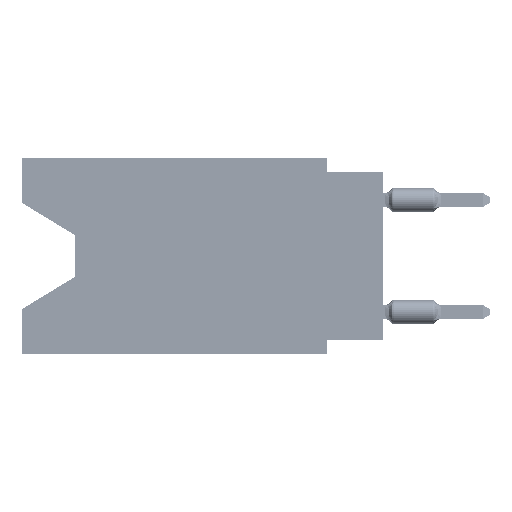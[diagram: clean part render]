
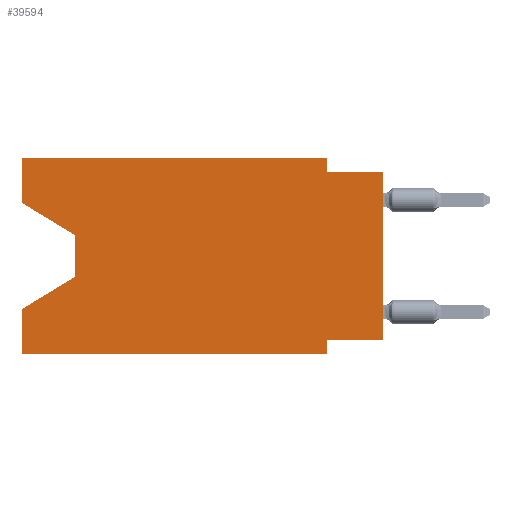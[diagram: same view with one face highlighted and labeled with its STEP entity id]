
A CAD part, left-side view. The second image highlights one B-rep face of the part: STEP entity #39594.
In plain terms, the highlighted planar face has unit normal (-1, 0, 0).
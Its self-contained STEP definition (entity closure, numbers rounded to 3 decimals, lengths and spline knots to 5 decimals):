
#166 = ORIENTED_EDGE ( 'NONE', *, *, #15627, .F. ) ;
#1201 = VERTEX_POINT ( 'NONE', #29031 ) ;
#3746 = LINE ( 'NONE', #45014, #20518 ) ;
#4458 = CARTESIAN_POINT ( 'NONE',  ( 0., 0., 0. ) ) ;
#5605 = ORIENTED_EDGE ( 'NONE', *, *, #53804, .F. ) ;
#9858 = LINE ( 'NONE', #10749, #88768 ) ;
#10244 = EDGE_CURVE ( 'NONE', #15501, #75763, #64580, .T. ) ;
#10749 = CARTESIAN_POINT ( 'NONE',  ( 0., 0.645, 0. ) ) ;
#11230 = VERTEX_POINT ( 'NONE', #44856 ) ;
#12972 = CARTESIAN_POINT ( 'NONE',  ( 0., 0.645, 0. ) ) ;
#13610 = EDGE_CURVE ( 'NONE', #75763, #81774, #53070, .T. ) ;
#15024 = ORIENTED_EDGE ( 'NONE', *, *, #33457, .F. ) ;
#15039 = CARTESIAN_POINT ( 'NONE',  ( 0., 0.645, -0.35 ) ) ;
#15346 = CARTESIAN_POINT ( 'NONE',  ( 0., 0.55, -0.138 ) ) ;
#15501 = VERTEX_POINT ( 'NONE', #50656 ) ;
#15627 = EDGE_CURVE ( 'NONE', #18947, #56880, #9858, .T. ) ;
#16039 = CARTESIAN_POINT ( 'NONE',  ( 0., 0.1, -0.325 ) ) ;
#16685 = CARTESIAN_POINT ( 'NONE',  ( 0., 0.645, -0.08025 ) ) ;
#18947 = VERTEX_POINT ( 'NONE', #48372 ) ;
#19064 = ORIENTED_EDGE ( 'NONE', *, *, #84453, .F. ) ;
#20518 = VECTOR ( 'NONE', #38652, 39.37008 ) ;
#24143 = VECTOR ( 'NONE', #79409, 39.37008 ) ;
#24519 = FACE_OUTER_BOUND ( 'NONE', #46042, .T. ) ;
#25315 = DIRECTION ( 'NONE',  ( 0., 0., 1. ) ) ;
#28435 = LINE ( 'NONE', #83744, #61471 ) ;
#29031 = CARTESIAN_POINT ( 'NONE',  ( 0., 0.55, -0.138 ) ) ;
#31299 = CARTESIAN_POINT ( 'NONE',  ( 0., 0.55, -0.212 ) ) ;
#31784 = CARTESIAN_POINT ( 'NONE',  ( 0., 0.645, 0. ) ) ;
#31842 = CARTESIAN_POINT ( 'NONE',  ( 0., 0.1, 0. ) ) ;
#32946 = VERTEX_POINT ( 'NONE', #84196 ) ;
#33457 = EDGE_CURVE ( 'NONE', #32946, #11230, #87580, .T. ) ;
#34151 = EDGE_CURVE ( 'NONE', #48001, #61344, #79115, .T. ) ;
#35569 = CARTESIAN_POINT ( 'NONE',  ( 0., 0.645, -0.35 ) ) ;
#37868 = DIRECTION ( 'NONE',  ( 0., 0., 1. ) ) ;
#38652 = DIRECTION ( 'NONE',  ( 0., -1., 0. ) ) ;
#39594 = ADVANCED_FACE ( 'NONE', ( #24519 ), #79834, .F. ) ;
#41572 = EDGE_CURVE ( 'NONE', #15501, #75612, #67003, .T. ) ;
#41622 = AXIS2_PLACEMENT_3D ( 'NONE', #31784, #59861, #86193 ) ;
#42812 = LINE ( 'NONE', #35569, #61269 ) ;
#44104 = CARTESIAN_POINT ( 'NONE',  ( 0., 0.1, -0.35 ) ) ;
#44856 = CARTESIAN_POINT ( 'NONE',  ( 0., 0.1, -0.025 ) ) ;
#45014 = CARTESIAN_POINT ( 'NONE',  ( 0., 0.645, 0. ) ) ;
#45521 = VECTOR ( 'NONE', #85898, 39.37008 ) ;
#46042 = EDGE_LOOP ( 'NONE', ( #63901, #48744, #86537, #80412, #46725, #76254, #47804, #78707, #19064, #15024, #5605, #166 ) ) ;
#46725 = ORIENTED_EDGE ( 'NONE', *, *, #47717, .T. ) ;
#47717 = EDGE_CURVE ( 'NONE', #48001, #81774, #42812, .T. ) ;
#47804 = ORIENTED_EDGE ( 'NONE', *, *, #10244, .F. ) ;
#48001 = VERTEX_POINT ( 'NONE', #15039 ) ;
#48372 = CARTESIAN_POINT ( 'NONE',  ( 0., 0.645, -0.08025 ) ) ;
#48744 = ORIENTED_EDGE ( 'NONE', *, *, #75374, .T. ) ;
#49519 = CARTESIAN_POINT ( 'NONE',  ( 0., 0., -0.025 ) ) ;
#50656 = CARTESIAN_POINT ( 'NONE',  ( 0., 0., -0.325 ) ) ;
#53070 = LINE ( 'NONE', #80749, #24143 ) ;
#53804 = EDGE_CURVE ( 'NONE', #56880, #32946, #3746, .T. ) ;
#54564 = EDGE_CURVE ( 'NONE', #18947, #1201, #56144, .T. ) ;
#55739 = LINE ( 'NONE', #15346, #74431 ) ;
#56144 = LINE ( 'NONE', #16685, #85778 ) ;
#56593 = DIRECTION ( 'NONE',  ( 0., -0.855, -0.519 ) ) ;
#56880 = VERTEX_POINT ( 'NONE', #12972 ) ;
#57520 = DIRECTION ( 'NONE',  ( 0., 0., -1. ) ) ;
#58674 = CARTESIAN_POINT ( 'NONE',  ( 0., 0., -0.325 ) ) ;
#59861 = DIRECTION ( 'NONE',  ( 1., 0., 0. ) ) ;
#60058 = CARTESIAN_POINT ( 'NONE',  ( 0., 0.645, -0.26975 ) ) ;
#61269 = VECTOR ( 'NONE', #70443, 39.37008 ) ;
#61344 = VERTEX_POINT ( 'NONE', #60058 ) ;
#61471 = VECTOR ( 'NONE', #75604, 39.37008 ) ;
#63558 = LINE ( 'NONE', #49519, #82849 ) ;
#63901 = ORIENTED_EDGE ( 'NONE', *, *, #54564, .T. ) ;
#64580 = LINE ( 'NONE', #58674, #45521 ) ;
#65379 = DIRECTION ( 'NONE',  ( 0., -1., 0. ) ) ;
#67003 = LINE ( 'NONE', #4458, #78104 ) ;
#69996 = VERTEX_POINT ( 'NONE', #31299 ) ;
#70443 = DIRECTION ( 'NONE',  ( 0., -1., 0. ) ) ;
#72756 = CARTESIAN_POINT ( 'NONE',  ( 0., 0.645, 0. ) ) ;
#74431 = VECTOR ( 'NONE', #57520, 39.37008 ) ;
#74859 = VECTOR ( 'NONE', #80335, 39.37008 ) ;
#75374 = EDGE_CURVE ( 'NONE', #1201, #69996, #55739, .T. ) ;
#75604 = DIRECTION ( 'NONE',  ( 0., 0.855, -0.519 ) ) ;
#75612 = VERTEX_POINT ( 'NONE', #76823 ) ;
#75763 = VERTEX_POINT ( 'NONE', #16039 ) ;
#76254 = ORIENTED_EDGE ( 'NONE', *, *, #13610, .F. ) ;
#76823 = CARTESIAN_POINT ( 'NONE',  ( 0., 0., -0.025 ) ) ;
#78104 = VECTOR ( 'NONE', #25315, 39.37008 ) ;
#78707 = ORIENTED_EDGE ( 'NONE', *, *, #41572, .T. ) ;
#79115 = LINE ( 'NONE', #72756, #86518 ) ;
#79409 = DIRECTION ( 'NONE',  ( 0., 0., -1. ) ) ;
#79834 = PLANE ( 'NONE',  #41622 ) ;
#80335 = DIRECTION ( 'NONE',  ( 0., 0., -1. ) ) ;
#80412 = ORIENTED_EDGE ( 'NONE', *, *, #34151, .F. ) ;
#80749 = CARTESIAN_POINT ( 'NONE',  ( 0., 0.1, -0.35 ) ) ;
#81774 = VERTEX_POINT ( 'NONE', #44104 ) ;
#82849 = VECTOR ( 'NONE', #65379, 39.37008 ) ;
#83744 = CARTESIAN_POINT ( 'NONE',  ( 0., 0.55, -0.212 ) ) ;
#84196 = CARTESIAN_POINT ( 'NONE',  ( 0., 0.1, 0. ) ) ;
#84453 = EDGE_CURVE ( 'NONE', #11230, #75612, #63558, .T. ) ;
#85778 = VECTOR ( 'NONE', #56593, 39.37008 ) ;
#85898 = DIRECTION ( 'NONE',  ( 0., 1., 0. ) ) ;
#86193 = DIRECTION ( 'NONE',  ( 0., 0., -1. ) ) ;
#86518 = VECTOR ( 'NONE', #37868, 39.37008 ) ;
#86537 = ORIENTED_EDGE ( 'NONE', *, *, #89189, .T. ) ;
#86910 = DIRECTION ( 'NONE',  ( 0., 0., 1. ) ) ;
#87580 = LINE ( 'NONE', #31842, #74859 ) ;
#88768 = VECTOR ( 'NONE', #86910, 39.37008 ) ;
#89189 = EDGE_CURVE ( 'NONE', #69996, #61344, #28435, .T. ) ;
